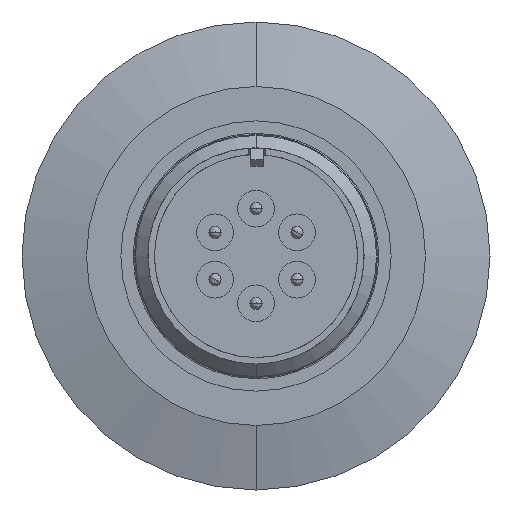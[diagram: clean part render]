
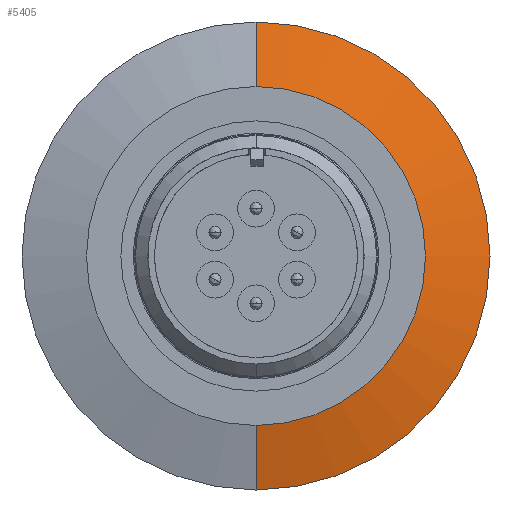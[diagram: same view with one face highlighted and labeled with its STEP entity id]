
A CAD part, front view. The second image highlights one B-rep face of the part: STEP entity #5405.
In plain terms, the highlighted conical face has half-angle 75 degrees and reference radius 27.495 mm.
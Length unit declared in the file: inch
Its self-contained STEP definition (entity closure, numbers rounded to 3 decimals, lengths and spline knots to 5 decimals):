
#286 = EDGE_CURVE ( 'NONE', #1269, #1529, #3737, .T. ) ;
#287 = EDGE_CURVE ( 'NONE', #1529, #1518, #3736, .T. ) ;
#288 = EDGE_CURVE ( 'NONE', #1518, #1264, #3733, .T. ) ;
#291 = EDGE_CURVE ( 'NONE', #1264, #1296, #3729, .T. ) ;
#292 = EDGE_CURVE ( 'NONE', #1269, #1296, #3727, .T. ) ;
#996 = EDGE_LOOP ( 'NONE', ( #1791, #1792, #1797, #1836, #3029 ) ) ;
#1264 = VERTEX_POINT ( 'NONE', #3327 ) ;
#1269 = VERTEX_POINT ( 'NONE', #3320 ) ;
#1296 = VERTEX_POINT ( 'NONE', #3289 ) ;
#1518 = VERTEX_POINT ( 'NONE', #4890 ) ;
#1529 = VERTEX_POINT ( 'NONE', #4860 ) ;
#1791 = ORIENTED_EDGE ( 'NONE', *, *, #286, .T. ) ;
#1792 = ORIENTED_EDGE ( 'NONE', *, *, #287, .T. ) ;
#1797 = ORIENTED_EDGE ( 'NONE', *, *, #288, .T. ) ;
#1836 = ORIENTED_EDGE ( 'NONE', *, *, #291, .T. ) ;
#2595 = CONICAL_SURFACE ( 'NONE', #6894, 1.0825, 1.309 ) ;
#2606 = FACE_OUTER_BOUND ( 'NONE', #996, .T. ) ;
#3029 = ORIENTED_EDGE ( 'NONE', *, *, #292, .F. ) ;
#3289 = CARTESIAN_POINT ( 'NONE',  ( 0., 1.58065, 1.0825 ) ) ;
#3320 = CARTESIAN_POINT ( 'NONE',  ( 0., 1.50065, 0.78394 ) ) ;
#3327 = CARTESIAN_POINT ( 'NONE',  ( 1.0825, 1.58065, 0. ) ) ;
#3725 = VECTOR ( 'NONE', #6492, 39.37008 ) ;
#3727 = LINE ( 'NONE', #6264, #3725 ) ;
#3729 = CIRCLE ( 'NONE', #6830, 1.0825 ) ;
#3732 = VECTOR ( 'NONE', #6262, 39.37008 ) ;
#3733 = CIRCLE ( 'NONE', #6834, 1.0825 ) ;
#3736 = LINE ( 'NONE', #6263, #3732 ) ;
#3737 = CIRCLE ( 'NONE', #6835, 0.78394 ) ;
#4024 = DIRECTION ( 'NONE',  ( 0., 0., 1. ) ) ;
#4078 = CARTESIAN_POINT ( 'NONE',  ( 0., 1.58065, 0. ) ) ;
#4080 = DIRECTION ( 'NONE',  ( 0., 1., 0. ) ) ;
#4860 = CARTESIAN_POINT ( 'NONE',  ( 0., 1.50065, -0.78394 ) ) ;
#4890 = CARTESIAN_POINT ( 'NONE',  ( 0., 1.58065, -1.0825 ) ) ;
#5405 = ADVANCED_FACE ( 'NONE', ( #2606 ), #2595, .T. ) ;
#6259 = DIRECTION ( 'NONE',  ( 0., 1., 0. ) ) ;
#6261 = CARTESIAN_POINT ( 'NONE',  ( 0., 1.50065, 0. ) ) ;
#6262 = DIRECTION ( 'NONE',  ( 0., 0.259, -0.966 ) ) ;
#6263 = CARTESIAN_POINT ( 'NONE',  ( 0., 1.58065, -1.0825 ) ) ;
#6264 = CARTESIAN_POINT ( 'NONE',  ( 0., 1.58065, 1.0825 ) ) ;
#6315 = DIRECTION ( 'NONE',  ( -1., 0., 0. ) ) ;
#6316 = DIRECTION ( 'NONE',  ( 0., -1., 0. ) ) ;
#6317 = CARTESIAN_POINT ( 'NONE',  ( 0., 1.58065, 0. ) ) ;
#6478 = DIRECTION ( 'NONE',  ( 0., -1., 0. ) ) ;
#6479 = CARTESIAN_POINT ( 'NONE',  ( 0., 1.58065, 0. ) ) ;
#6492 = DIRECTION ( 'NONE',  ( 0., 0.259, 0.966 ) ) ;
#6525 = DIRECTION ( 'NONE',  ( 0., 0., 1. ) ) ;
#6531 = DIRECTION ( 'NONE',  ( -1., 0., 0. ) ) ;
#6830 = AXIS2_PLACEMENT_3D ( 'NONE', #6479, #6478, #6531 ) ;
#6834 = AXIS2_PLACEMENT_3D ( 'NONE', #6317, #6316, #6315 ) ;
#6835 = AXIS2_PLACEMENT_3D ( 'NONE', #6261, #6259, #6525 ) ;
#6894 = AXIS2_PLACEMENT_3D ( 'NONE', #4078, #4080, #4024 ) ;
